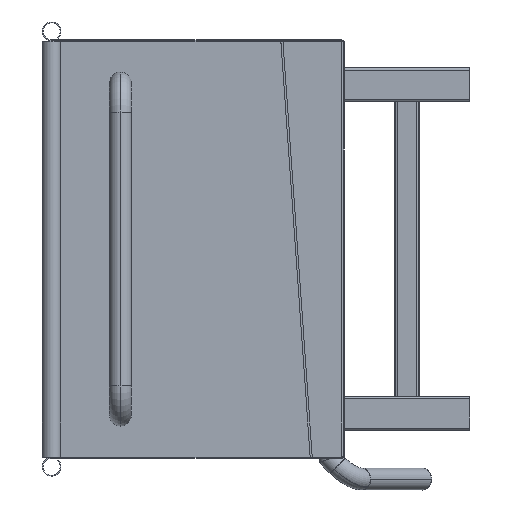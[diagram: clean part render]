
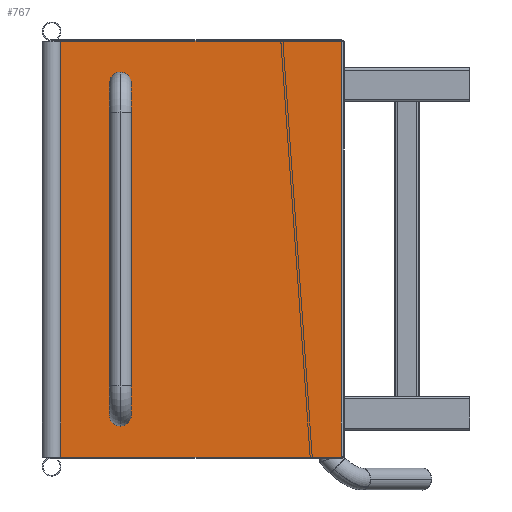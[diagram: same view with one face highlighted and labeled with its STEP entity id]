
A CAD part, left-side view. The second image highlights one B-rep face of the part: STEP entity #767.
In plain terms, the highlighted planar face has unit normal (-1, 0, 0).
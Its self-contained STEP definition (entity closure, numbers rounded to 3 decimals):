
#29 = VECTOR ( 'NONE', #1292, 1000. ) ;
#69 = CARTESIAN_POINT ( 'NONE',  ( 0., 698., -997.293 ) ) ;
#493 = CARTESIAN_POINT ( 'NONE',  ( 0., 5., -2.707 ) ) ;
#503 = EDGE_LOOP ( 'NONE', ( #4617, #6144, #5344, #2092 ) ) ;
#723 = CARTESIAN_POINT ( 'NONE',  ( 0., 5., -1000. ) ) ;
#767 = ADVANCED_FACE ( 'NONE', ( #6734 ), #4721, .F. ) ;
#778 = DIRECTION ( 'NONE',  ( 1., 0., 0. ) ) ;
#840 = LINE ( 'NONE', #6133, #5153 ) ;
#884 = LINE ( 'NONE', #1802, #3706 ) ;
#1013 = EDGE_CURVE ( 'NONE', #4245, #5268, #840, .T. ) ;
#1292 = DIRECTION ( 'NONE',  ( 0., 0., -1. ) ) ;
#1802 = CARTESIAN_POINT ( 'NONE',  ( 0., 0., -997.293 ) ) ;
#1853 = DIRECTION ( 'NONE',  ( 0., 1., 0. ) ) ;
#2092 = ORIENTED_EDGE ( 'NONE', *, *, #5894, .F. ) ;
#2240 = EDGE_CURVE ( 'NONE', #5002, #5268, #2590, .T. ) ;
#2394 = EDGE_CURVE ( 'NONE', #4245, #4747, #4523, .T. ) ;
#2404 = VECTOR ( 'NONE', #5109, 1000. ) ;
#2480 = CARTESIAN_POINT ( 'NONE',  ( 0., 0., 0. ) ) ;
#2590 = LINE ( 'NONE', #3985, #2404 ) ;
#3172 = CARTESIAN_POINT ( 'NONE',  ( 0., 5., -997.293 ) ) ;
#3468 = CARTESIAN_POINT ( 'NONE',  ( 0., 698., -2.707 ) ) ;
#3706 = VECTOR ( 'NONE', #1853, 1000. ) ;
#3985 = CARTESIAN_POINT ( 'NONE',  ( 0., 698., -1000. ) ) ;
#4154 = DIRECTION ( 'NONE',  ( 0., 1., 0. ) ) ;
#4245 = VERTEX_POINT ( 'NONE', #493 ) ;
#4523 = LINE ( 'NONE', #723, #29 ) ;
#4612 = AXIS2_PLACEMENT_3D ( 'NONE', #2480, #778, #4154 ) ;
#4617 = ORIENTED_EDGE ( 'NONE', *, *, #2394, .F. ) ;
#4721 = PLANE ( 'NONE',  #4612 ) ;
#4747 = VERTEX_POINT ( 'NONE', #3172 ) ;
#5002 = VERTEX_POINT ( 'NONE', #69 ) ;
#5109 = DIRECTION ( 'NONE',  ( 0., 0., 1. ) ) ;
#5153 = VECTOR ( 'NONE', #6703, 1000. ) ;
#5268 = VERTEX_POINT ( 'NONE', #3468 ) ;
#5344 = ORIENTED_EDGE ( 'NONE', *, *, #2240, .F. ) ;
#5894 = EDGE_CURVE ( 'NONE', #4747, #5002, #884, .T. ) ;
#6133 = CARTESIAN_POINT ( 'NONE',  ( 0., 0., -2.707 ) ) ;
#6144 = ORIENTED_EDGE ( 'NONE', *, *, #1013, .T. ) ;
#6703 = DIRECTION ( 'NONE',  ( 0., 1., 0. ) ) ;
#6734 = FACE_OUTER_BOUND ( 'NONE', #503, .T. ) ;
